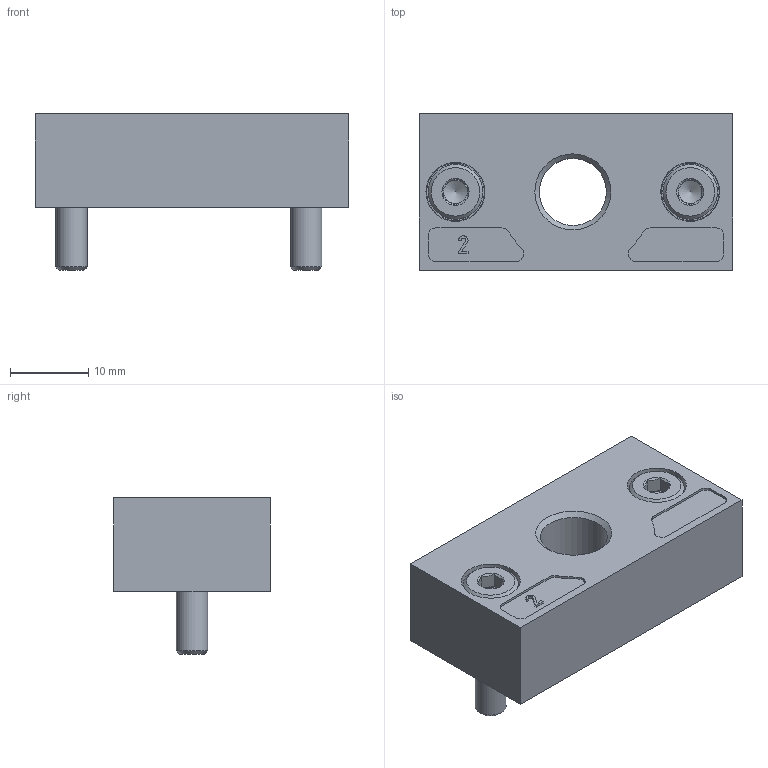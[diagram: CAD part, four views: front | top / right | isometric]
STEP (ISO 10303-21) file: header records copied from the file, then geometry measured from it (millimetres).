
FILE_DESCRIPTION(/* description */ ('STEP AP214'),/* implementation_level */ '2;1');
FILE_NAME(/* name */ '546496_PBL-1_8-D-MINI-R',/* time_stamp */ '2024-09-13T16:17:39+02:00',/* author */ ('License CC BY-ND 4.0'),/* organization */ ('CADENAS'),/* preprocessor_version */ 'ST-DEVELOPER v19.3',/* originating_system */ 'PARTsolutions',/* authorisation */ ' ');
FILE_SCHEMA (('AUTOMOTIVE_DESIGN {1 0 10303 214 3 1 1}'));
Length unit declared in the file: millimetre
Products named in the file (3): 546496 PBL-1/8-D-MINI-R; 380287 PBL-1/8-D-MINI-R---(0) p1; DIN-912 - M4x16(F)
Assembly tree (3 placements, depth 2):
  546496 PBL-1/8-D-MINI-R
    380287 PBL-1/8-D-MINI-R---(0) p1
    DIN-912 - M4x16(F)  x2
Bounding box: 40 x 20 x 20 mm (x, y, z)
Volume: 8769.2 mm3; surface area: 4551.7 mm2
Topology: 3 solids, 3 shells, 105 faces, 224 edges, 132 vertices
Faces by surface type: plane 54, cone 32, cylinder 19
Full cylindrical faces by diameter (mm): 3.242 x2, 4 x2, 7 x2, 8.566 x1
Entity records: 2109 total; most frequent: DIRECTION 367, CARTESIAN_POINT 359, ORIENTED_EDGE 298, EDGE_CURVE 149, AXIS2_PLACEMENT_3D 143, FACE_BOUND 112, EDGE_LOOP 109, VERTEX_POINT 105
